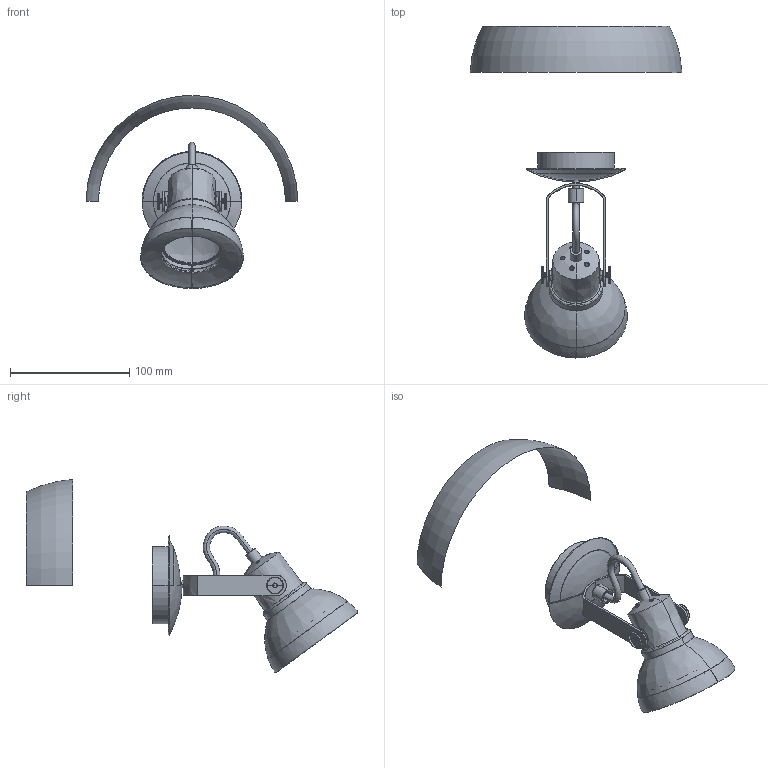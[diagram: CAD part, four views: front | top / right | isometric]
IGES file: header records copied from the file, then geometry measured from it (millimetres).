
Start section: SolidWorks IGES file using analytic representation for surfaces
Global section: file name: FARO RING 1L.IGS; native system: SolidWorks 2012; preprocessor: SolidWorks 2012; author: Zairaholgado; date: 140407.082459; units: millimetre
Bounding box: 177.86 x 278.71 x 162.15 mm (x, y, z)
Surface area: 93148.5 mm2 (no closed solid volume)
Topology: 0 solids, 0 shells, 395 faces, 3849 edges, 3843 vertices
Faces by surface type: revolution 220, bspline 175
